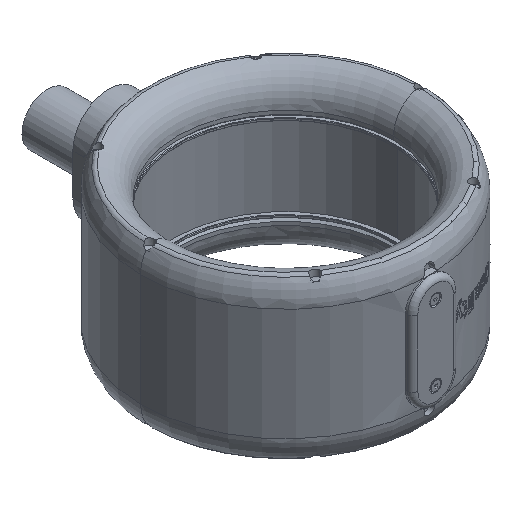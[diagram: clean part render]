
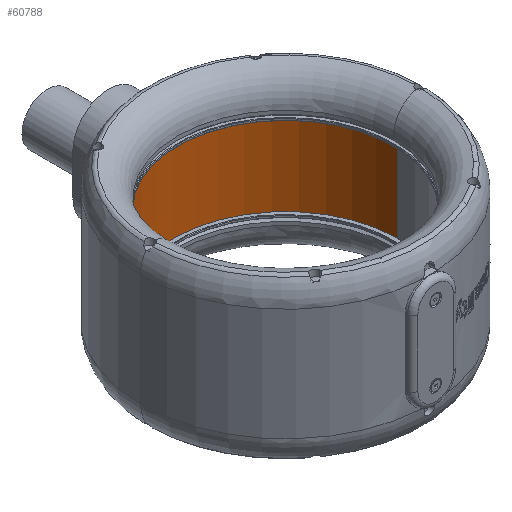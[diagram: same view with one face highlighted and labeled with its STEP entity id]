
A CAD part, isometric view. The second image highlights one B-rep face of the part: STEP entity #60788.
In plain terms, the highlighted cylindrical face has radius 110 mm (diameter 220 mm), a partial arc.
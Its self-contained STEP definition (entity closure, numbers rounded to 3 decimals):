
#443 = DIRECTION ( 'NONE',  ( 1., 0., 0. ) ) ;
#1786 = AXIS2_PLACEMENT_3D ( 'NONE', #19648, #82524, #47066 ) ;
#7702 = CARTESIAN_POINT ( 'NONE',  ( -110., 0., -456.667 ) ) ;
#7980 = ORIENTED_EDGE ( 'NONE', *, *, #22232, .F. ) ;
#11578 = AXIS2_PLACEMENT_3D ( 'NONE', #59167, #16370, #37784 ) ;
#14623 = CARTESIAN_POINT ( 'NONE',  ( 110., 0., -40. ) ) ;
#15048 = VERTEX_POINT ( 'NONE', #78472 ) ;
#16370 = DIRECTION ( 'NONE',  ( 0., 0., 1. ) ) ;
#18983 = CARTESIAN_POINT ( 'NONE',  ( 110., 0., -456.667 ) ) ;
#19648 = CARTESIAN_POINT ( 'NONE',  ( 0., 0., -40. ) ) ;
#20323 = LINE ( 'NONE', #7702, #25299 ) ;
#22232 = EDGE_CURVE ( 'NONE', #30869, #49247, #63543, .T. ) ;
#25299 = VECTOR ( 'NONE', #41728, 1000. ) ;
#27925 = CARTESIAN_POINT ( 'NONE',  ( 0., 0., 40. ) ) ;
#30869 = VERTEX_POINT ( 'NONE', #79718 ) ;
#35332 = VECTOR ( 'NONE', #47331, 1000. ) ;
#37784 = DIRECTION ( 'NONE',  ( 1., 0., 0. ) ) ;
#37827 = ORIENTED_EDGE ( 'NONE', *, *, #43119, .T. ) ;
#41728 = DIRECTION ( 'NONE',  ( 0., 0., 1. ) ) ;
#43119 = EDGE_CURVE ( 'NONE', #58460, #49247, #88831, .T. ) ;
#45280 = EDGE_LOOP ( 'NONE', ( #79092, #80699, #37827, #7980 ) ) ;
#47066 = DIRECTION ( 'NONE',  ( 0.564, 0.826, 0. ) ) ;
#47331 = DIRECTION ( 'NONE',  ( 0., 0., 1. ) ) ;
#49247 = VERTEX_POINT ( 'NONE', #57359 ) ;
#57359 = CARTESIAN_POINT ( 'NONE',  ( 110., 0., 40. ) ) ;
#58460 = VERTEX_POINT ( 'NONE', #14623 ) ;
#59167 = CARTESIAN_POINT ( 'NONE',  ( 0., 0., -456.667 ) ) ;
#60788 = ADVANCED_FACE ( 'NONE', ( #72280 ), #65255, .F. ) ;
#63543 = CIRCLE ( 'NONE', #82919, 110. ) ;
#65255 = CYLINDRICAL_SURFACE ( 'NONE', #11578, 110. ) ;
#69063 = EDGE_CURVE ( 'NONE', #15048, #30869, #20323, .T. ) ;
#71685 = CIRCLE ( 'NONE', #1786, 110. ) ;
#72280 = FACE_OUTER_BOUND ( 'NONE', #45280, .T. ) ;
#72448 = EDGE_CURVE ( 'NONE', #15048, #58460, #71685, .T. ) ;
#78192 = DIRECTION ( 'NONE',  ( 0., 0., -1. ) ) ;
#78472 = CARTESIAN_POINT ( 'NONE',  ( -110., 0., -40. ) ) ;
#79092 = ORIENTED_EDGE ( 'NONE', *, *, #69063, .F. ) ;
#79718 = CARTESIAN_POINT ( 'NONE',  ( -110., 0., 40. ) ) ;
#80699 = ORIENTED_EDGE ( 'NONE', *, *, #72448, .T. ) ;
#82524 = DIRECTION ( 'NONE',  ( 0., 0., -1. ) ) ;
#82919 = AXIS2_PLACEMENT_3D ( 'NONE', #27925, #78192, #443 ) ;
#88831 = LINE ( 'NONE', #18983, #35332 ) ;
